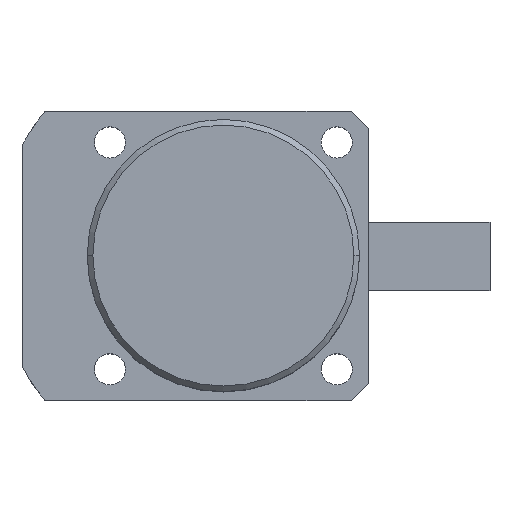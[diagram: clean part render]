
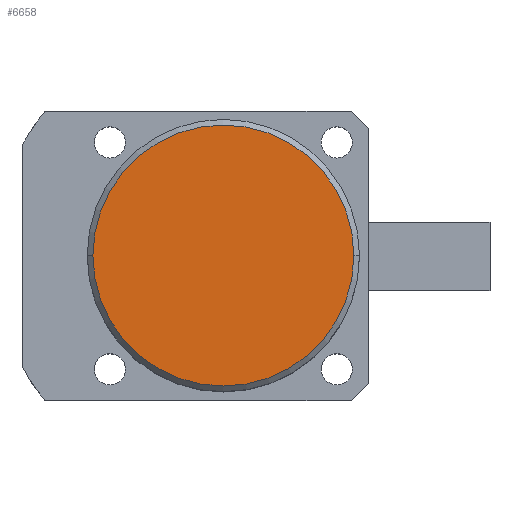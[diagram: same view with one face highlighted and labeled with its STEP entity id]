
A CAD part, top view. The second image highlights one B-rep face of the part: STEP entity #6658.
In plain terms, the highlighted planar face has unit normal (0, 0, 1).
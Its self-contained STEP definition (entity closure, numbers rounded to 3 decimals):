
#1303 = ORIENTED_EDGE ( 'NONE', *, *, #7784, .T. ) ;
#1304 = ORIENTED_EDGE ( 'NONE', *, *, #7631, .T. ) ;
#2263 = EDGE_LOOP ( 'NONE', ( #1303, #1304 ) ) ;
#2725 = DIRECTION ( 'NONE',  ( 1., 0., 0. ) ) ;
#2726 = DIRECTION ( 'NONE',  ( 0., 0., 1. ) ) ;
#2728 = PLANE ( 'NONE',  #8288 ) ;
#2735 = CARTESIAN_POINT ( 'NONE',  ( 0., 0., 60. ) ) ;
#4111 = CARTESIAN_POINT ( 'NONE',  ( 0., 0., 60. ) ) ;
#4112 = DIRECTION ( 'NONE',  ( 0., 0., 1. ) ) ;
#4113 = DIRECTION ( 'NONE',  ( 1., 0., 0. ) ) ;
#4313 = VERTEX_POINT ( 'NONE', #7509 ) ;
#4328 = AXIS2_PLACEMENT_3D ( 'NONE', #4111, #4112, #4113 ) ;
#4825 = FACE_OUTER_BOUND ( 'NONE', #2263, .T. ) ;
#5111 = CIRCLE ( 'NONE', #8473, 23. ) ;
#5494 = VERTEX_POINT ( 'NONE', #7470 ) ;
#5534 = CIRCLE ( 'NONE', #4328, 23. ) ;
#6658 = ADVANCED_FACE ( 'NONE', ( #4825 ), #2728, .T. ) ;
#7470 = CARTESIAN_POINT ( 'NONE',  ( -23., 0., 60. ) ) ;
#7509 = CARTESIAN_POINT ( 'NONE',  ( 23., 0., 60. ) ) ;
#7631 = EDGE_CURVE ( 'NONE', #4313, #5494, #5111, .T. ) ;
#7784 = EDGE_CURVE ( 'NONE', #5494, #4313, #5534, .T. ) ;
#8288 = AXIS2_PLACEMENT_3D ( 'NONE', #2735, #2726, #2725 ) ;
#8473 = AXIS2_PLACEMENT_3D ( 'NONE', #8834, #8835, #8836 ) ;
#8834 = CARTESIAN_POINT ( 'NONE',  ( 0., 0., 60. ) ) ;
#8835 = DIRECTION ( 'NONE',  ( 0., 0., 1. ) ) ;
#8836 = DIRECTION ( 'NONE',  ( 1., 0., 0. ) ) ;
